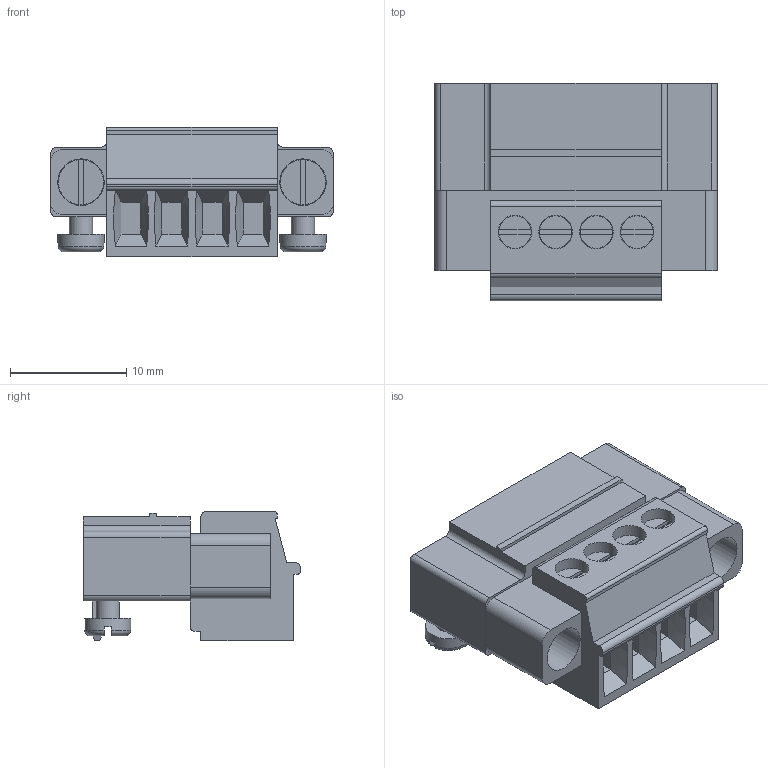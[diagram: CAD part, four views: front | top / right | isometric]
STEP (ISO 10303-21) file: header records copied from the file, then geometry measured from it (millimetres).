
FILE_DESCRIPTION(/* description */ ('model of PhoenixContact_MC-GF_04x3.50mm_Angled_ThreadedFlange_MountHole.'),/* implementation_level */ FILE_NAME(/* name */ 'PhoenixContact_MC-GF_04x3.50mm_Angled_ThreadedFlange_MountHole..stp',/* time_stamp */ '2017-06-08T17:35:33',/* author */ ('Rene Poeschl',''),/* organization */ (''),/* preprocessor_version */ '',/* originating_system */ '',/* authorisation */ '');
FILE_NAME(/* name */ 'PhoenixContact_MC-GF_04x3.50mm_Angled_ThreadedFlange_MountHole..stp',/* time_stamp */ '2017-06-08T17:35:33',/* author */ ('Rene Poeschl',''),/* organization */ (''),/* preprocessor_version */ '',/* originating_system */ '',/* authorisation */ '');
FILE_SCHEMA(('AUTOMOTIVE_DESIGN_CC2 { 1 2 10303 214 -1 1 5 4 }'));
Length unit declared in the file: millimetre
Products named in the file (1): MC_01x04_GF_3_5mm_MH
Bounding box: 24.3 x 18.7 x 11.1 mm (x, y, z)
Volume: 3064.6 mm3; surface area: 2159.6 mm2
Topology: 1 solids, 1 shells, 193 faces, 475 edges, 304 vertices
Faces by surface type: plane 142, cylinder 31, bspline 16, torus 4
Full cylindrical faces by diameter (mm): 2 x2, 2.8 x4, 2.9 x4, 3.9 x2, 4 x4
Entity records: 7833 total; most frequent: CARTESIAN_POINT 1901, ORIENTED_EDGE 950, DIRECTION 919, EDGE_CURVE 475, LINE 339, VECTOR 339, VERTEX_POINT 304, AXIS2_PLACEMENT_3D 290
